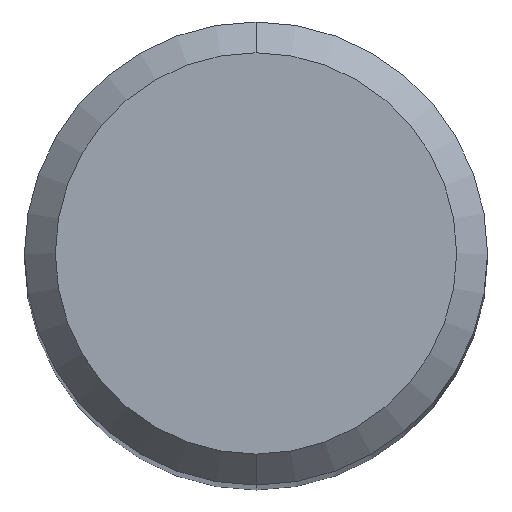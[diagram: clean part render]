
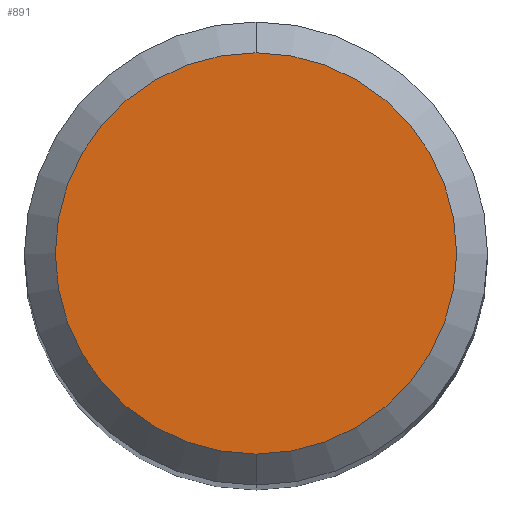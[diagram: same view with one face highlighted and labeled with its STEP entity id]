
A CAD part, top view. The second image highlights one B-rep face of the part: STEP entity #891.
In plain terms, the highlighted planar face has unit normal (0, 0, 1).
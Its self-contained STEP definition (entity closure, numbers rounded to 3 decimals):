
#597=EDGE_CURVE('',#1297,#1023,#1479,.T.);
#687=EDGE_CURVE('',#1023,#1297,#1577,.T.);
#891=ADVANCED_FACE('',(#1800),#1801,.T.);
#1023=VERTEX_POINT('',#1946);
#1297=VERTEX_POINT('',#2246);
#1479=CIRCLE('',#3076,2.6);
#1577=CIRCLE('',#4101,2.6);
#1800=FACE_OUTER_BOUND('',#6399,.T.);
#1801=PLANE('',#6400);
#1946=CARTESIAN_POINT('',(0.0,2.6,0.0));
#2246=CARTESIAN_POINT('',(0.,-2.6,0.0));
#3076=AXIS2_PLACEMENT_3D('',#11010,#11011,#11012);
#4101=AXIS2_PLACEMENT_3D('',#11122,#11123,#11124);
#6399=EDGE_LOOP('',(#11393,#11394));
#6400=AXIS2_PLACEMENT_3D('',#11395,#11396,#11397);
#11010=CARTESIAN_POINT('',(0.0,0.0,0.0));
#11011=DIRECTION('',(0.0,0.0,-1.0));
#11012=DIRECTION('',(0.0,1.0,0.0));
#11122=CARTESIAN_POINT('',(0.0,0.0,0.0));
#11123=DIRECTION('',(0.0,0.0,-1.0));
#11124=DIRECTION('',(0.0,1.0,0.0));
#11393=ORIENTED_EDGE('',*,*,#687,.F.);
#11394=ORIENTED_EDGE('',*,*,#597,.F.);
#11395=CARTESIAN_POINT('',(0.0,1.3,0.0));
#11396=DIRECTION('',(-0.0,0.0,1.0));
#11397=DIRECTION('',(0.0,-1.0,0.0));
